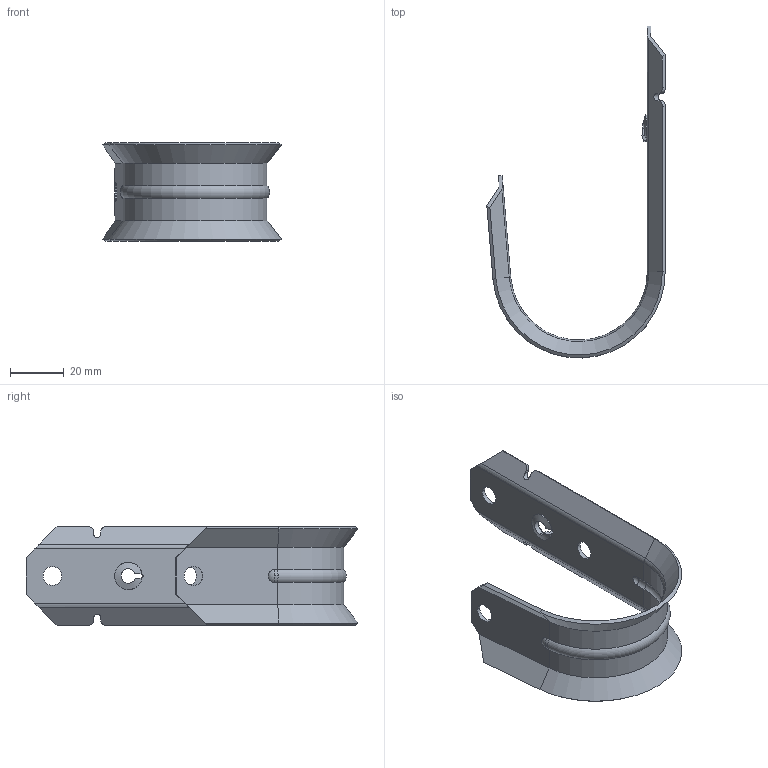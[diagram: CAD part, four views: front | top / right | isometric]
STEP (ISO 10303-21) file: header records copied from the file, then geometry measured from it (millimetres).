
FILE_DESCRIPTION (( 'STEP AP203' ), '1' );
FILE_NAME ('WJH32.STEP', '2024-04-25T06:34:34', ( '' ), ( '' ), 'SwSTEP 2.0', 'SolidWorks 2021', '' );
FILE_SCHEMA (( 'CONFIG_CONTROL_DESIGN' ));
Length unit declared in the file: millimetre
Products named in the file (1): WJH32
Bounding box: 66.28 x 123.27 x 36.64 mm (x, y, z)
Volume: 10732.1 mm3; surface area: 16848.1 mm2
Topology: 1 solids, 1 shells, 80 faces, 212 edges, 130 vertices
Faces by surface type: cylinder 32, plane 30, cone 6, bspline 4, sphere 4, torus 4
Entity records: 2806 total; most frequent: CARTESIAN_POINT 818, ORIENTED_EDGE 412, DIRECTION 388, EDGE_CURVE 206, AXIS2_PLACEMENT_3D 135, VERTEX_POINT 128, VECTOR 118, LINE 118
